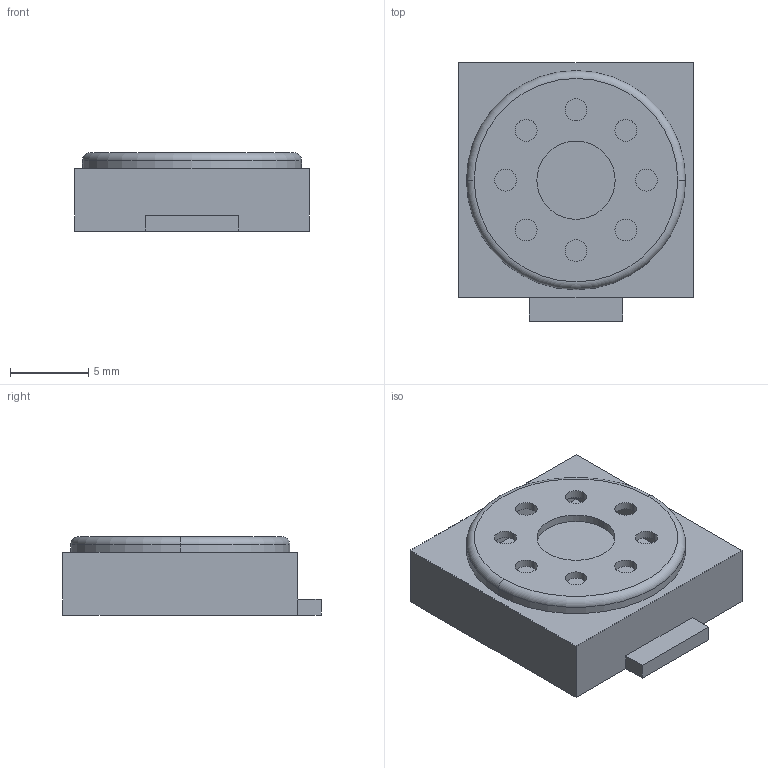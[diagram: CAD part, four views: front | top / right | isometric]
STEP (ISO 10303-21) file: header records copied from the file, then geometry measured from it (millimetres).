
FILE_DESCRIPTION (( 'STEP AP203' ), '1' );
FILE_NAME ('CUI_DEVICES_CDS-15158-SMT.step', '2019-10-20T22:04:13', ( '' ), ( '' ), 'SwSTEP 2.0', 'SolidWorks 2019', '' );
FILE_SCHEMA (( 'CONFIG_CONTROL_DESIGN' ));
Length unit declared in the file: inch
Products named in the file (1): CUI_DEVICES_CDS-15158-SMT
Bounding box: 15 x 16.5 x 5 mm (x, y, z)
Volume: 421.9 mm3; surface area: 1281.6 mm2
Topology: 1 solids, 1 shells, 60 faces, 152 edges, 100 vertices
Faces by surface type: plane 32, cylinder 26, torus 2
Entity records: 1931 total; most frequent: DIRECTION 330, CARTESIAN_POINT 313, ORIENTED_EDGE 304, EDGE_CURVE 152, AXIS2_PLACEMENT_3D 117, VERTEX_POINT 100, LINE 96, VECTOR 96
